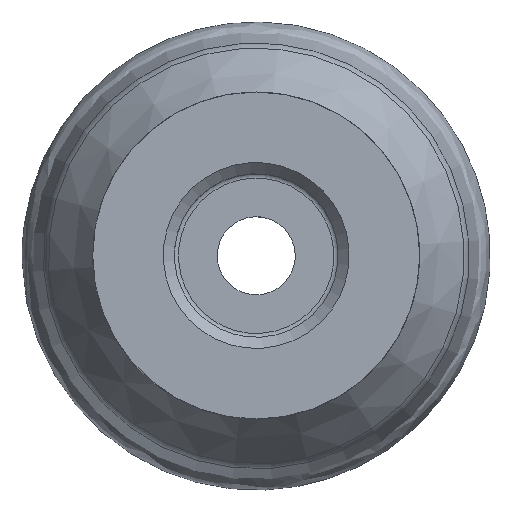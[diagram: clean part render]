
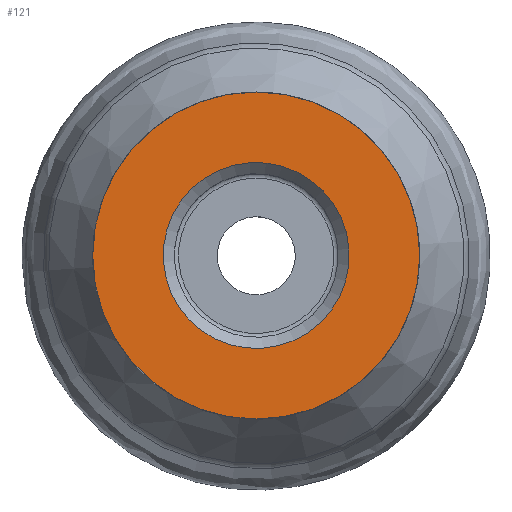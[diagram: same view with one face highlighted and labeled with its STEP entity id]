
A CAD part, top view. The second image highlights one B-rep face of the part: STEP entity #121.
In plain terms, the highlighted planar face has unit normal (0, 0, 1).
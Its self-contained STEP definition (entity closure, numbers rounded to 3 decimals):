
#121=ADVANCED_FACE('',(#151,#152),#146,.T.);
#146=PLANE('',#511);
#151=FACE_BOUND('',#200,.T.);
#152=FACE_BOUND('',#201,.T.);
#200=EDGE_LOOP('',(#248));
#201=EDGE_LOOP('',(#249));
#248=ORIENTED_EDGE('',*,*,#321,.F.);
#249=ORIENTED_EDGE('',*,*,#322,.F.);
#296=VERTEX_POINT('',#718);
#297=VERTEX_POINT('',#720);
#321=EDGE_CURVE('',#296,#296,#345,.T.);
#322=EDGE_CURVE('',#297,#297,#346,.T.);
#345=CIRCLE('',#509,12.505);
#346=CIRCLE('',#510,22.);
#509=AXIS2_PLACEMENT_3D('',#717,#586,#587);
#510=AXIS2_PLACEMENT_3D('',#719,#588,#589);
#511=AXIS2_PLACEMENT_3D('',#721,#590,#591);
#586=DIRECTION('',(0.,0.,1.));
#587=DIRECTION('',(-0.242,0.97,0.));
#588=DIRECTION('',(0.,0.,-1.));
#589=DIRECTION('',(1.,0.,0.));
#590=DIRECTION('',(0.,0.,1.));
#591=DIRECTION('',(-0.242,0.97,0.));
#717=CARTESIAN_POINT('',(0.,0.,0.));
#718=CARTESIAN_POINT('',(-3.025,12.134,0.));
#719=CARTESIAN_POINT('',(0.,0.,0.));
#720=CARTESIAN_POINT('',(22.,0.,0.));
#721=CARTESIAN_POINT('',(-22.,0.,0.));
